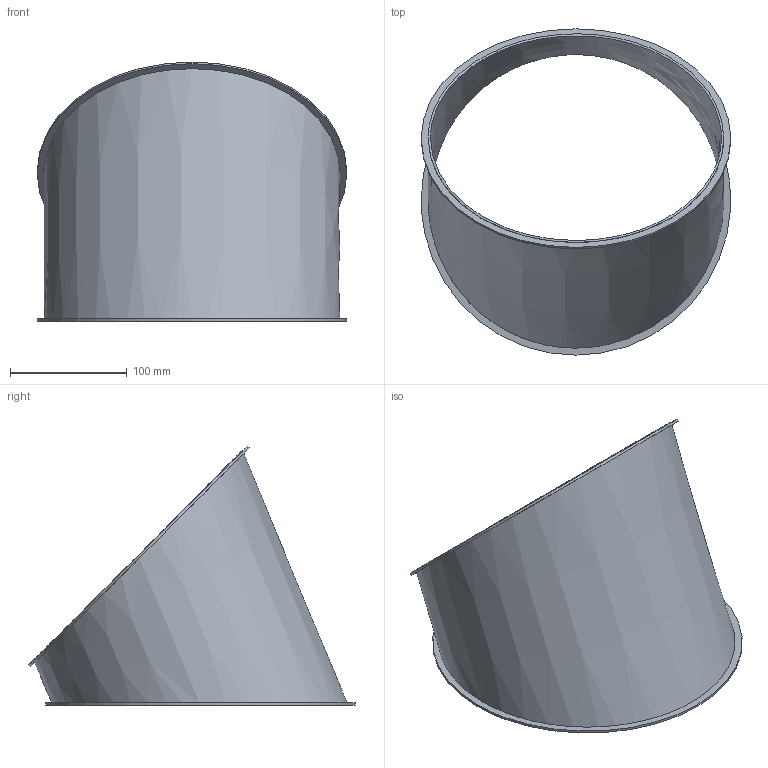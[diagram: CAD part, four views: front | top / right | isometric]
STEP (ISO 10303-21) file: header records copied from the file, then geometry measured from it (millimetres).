
FILE_DESCRIPTION((''),'2;1');
FILE_NAME('4010015015693-Ø250x2 45°.stp','2011-08-22T09:42:24',('mbarth'),(''),'Autodesk Inventor 2011','Autodesk Inventor 2011','');
FILE_SCHEMA(('AUTOMOTIVE_DESIGN { 1 0 10303 214 1 1 1 1 }'));
Length unit declared in the file: millimetre
Products named in the file (1): 4010015015693-Ø250x2 45°
Bounding box: 265 x 279.23 x 222.51 mm (x, y, z)
Volume: 229248.3 mm3; surface area: 235821 mm2
Topology: 1 solids, 1 shells, 13 faces, 30 edges, 17 vertices
Faces by surface type: bspline 7, plane 4, cylinder 2
Full cylindrical faces by diameter (mm): 265 x1
Entity records: 1941 total; most frequent: CARTESIAN_POINT 1646, ORIENTED_EDGE 58, DIRECTION 40, EDGE_CURVE 29, EDGE_LOOP 18, AXIS2_PLACEMENT_3D 17, VERTEX_POINT 17, FACE_OUTER_BOUND 13
